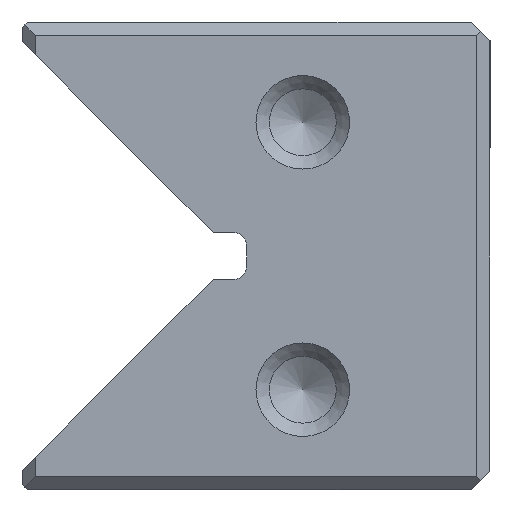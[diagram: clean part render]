
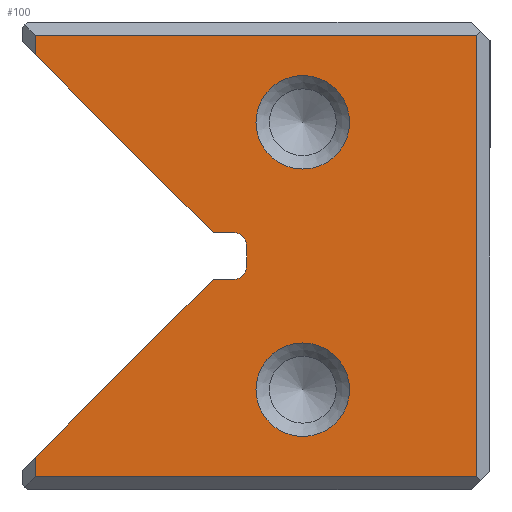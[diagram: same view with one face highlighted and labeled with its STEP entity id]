
A CAD part, left-side view. The second image highlights one B-rep face of the part: STEP entity #100.
In plain terms, the highlighted planar face has unit normal (-1, 0, 0).
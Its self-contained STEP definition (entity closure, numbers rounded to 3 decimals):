
#100=ADVANCED_FACE('',(#350,#351,#352),#170,.T.);
#170=PLANE('',#1117);
#202=LINE('',#1560,#276);
#203=LINE('',#1563,#277);
#204=LINE('',#1565,#278);
#205=LINE('',#1567,#279);
#206=LINE('',#1569,#280);
#207=LINE('',#1571,#281);
#208=LINE('',#1573,#282);
#209=LINE('',#1577,#283);
#210=LINE('',#1581,#284);
#211=LINE('',#1583,#285);
#276=VECTOR('',#1241,1.);
#277=VECTOR('',#1242,1.);
#278=VECTOR('',#1243,1.);
#279=VECTOR('',#1244,1.);
#280=VECTOR('',#1245,1.);
#281=VECTOR('',#1246,1.);
#282=VECTOR('',#1247,1.);
#283=VECTOR('',#1250,1.);
#284=VECTOR('',#1253,1.);
#285=VECTOR('',#1254,1.);
#350=FACE_BOUND('',#454,.T.);
#351=FACE_BOUND('',#455,.T.);
#352=FACE_BOUND('',#456,.T.);
#454=EDGE_LOOP('',(#578));
#455=EDGE_LOOP('',(#579));
#456=EDGE_LOOP('',(#580,#581,#582,#583,#584,#585,#586,#587,#588,#589,#590,
#591));
#578=ORIENTED_EDGE('',*,*,#934,.F.);
#579=ORIENTED_EDGE('',*,*,#935,.T.);
#580=ORIENTED_EDGE('',*,*,#936,.T.);
#581=ORIENTED_EDGE('',*,*,#937,.T.);
#582=ORIENTED_EDGE('',*,*,#938,.T.);
#583=ORIENTED_EDGE('',*,*,#939,.T.);
#584=ORIENTED_EDGE('',*,*,#940,.T.);
#585=ORIENTED_EDGE('',*,*,#941,.T.);
#586=ORIENTED_EDGE('',*,*,#942,.T.);
#587=ORIENTED_EDGE('',*,*,#943,.T.);
#588=ORIENTED_EDGE('',*,*,#944,.T.);
#589=ORIENTED_EDGE('',*,*,#945,.T.);
#590=ORIENTED_EDGE('',*,*,#946,.F.);
#591=ORIENTED_EDGE('',*,*,#947,.F.);
#830=VERTEX_POINT('',#1557);
#831=VERTEX_POINT('',#1559);
#832=VERTEX_POINT('',#1561);
#833=VERTEX_POINT('',#1562);
#834=VERTEX_POINT('',#1564);
#835=VERTEX_POINT('',#1566);
#836=VERTEX_POINT('',#1568);
#837=VERTEX_POINT('',#1570);
#838=VERTEX_POINT('',#1572);
#839=VERTEX_POINT('',#1574);
#840=VERTEX_POINT('',#1576);
#841=VERTEX_POINT('',#1578);
#842=VERTEX_POINT('',#1580);
#843=VERTEX_POINT('',#1582);
#934=EDGE_CURVE('',#830,#830,#1060,.T.);
#935=EDGE_CURVE('',#831,#831,#1061,.T.);
#936=EDGE_CURVE('',#832,#833,#202,.T.);
#937=EDGE_CURVE('',#833,#834,#203,.T.);
#938=EDGE_CURVE('',#834,#835,#204,.T.);
#939=EDGE_CURVE('',#835,#836,#205,.T.);
#940=EDGE_CURVE('',#836,#837,#206,.T.);
#941=EDGE_CURVE('',#837,#838,#207,.T.);
#942=EDGE_CURVE('',#838,#839,#208,.T.);
#943=EDGE_CURVE('',#839,#840,#1062,.T.);
#944=EDGE_CURVE('',#840,#841,#209,.T.);
#945=EDGE_CURVE('',#841,#842,#1063,.T.);
#946=EDGE_CURVE('',#843,#842,#210,.T.);
#947=EDGE_CURVE('',#832,#843,#211,.T.);
#1060=CIRCLE('',#1113,3.5);
#1061=CIRCLE('',#1114,3.5);
#1062=CIRCLE('',#1115,1.);
#1063=CIRCLE('',#1116,1.);
#1113=AXIS2_PLACEMENT_3D('',#1556,#1237,#1238);
#1114=AXIS2_PLACEMENT_3D('',#1558,#1239,#1240);
#1115=AXIS2_PLACEMENT_3D('',#1575,#1248,#1249);
#1116=AXIS2_PLACEMENT_3D('',#1579,#1251,#1252);
#1117=AXIS2_PLACEMENT_3D('',#1584,#1255,#1256);
#1237=DIRECTION('',(-1.,0.,0.));
#1238=DIRECTION('',(0.,0.,1.));
#1239=DIRECTION('',(1.,0.,0.));
#1240=DIRECTION('',(0.,0.,-1.));
#1241=DIRECTION('',(0.,0.,-1.));
#1242=DIRECTION('',(0.,-1.,0.));
#1243=DIRECTION('',(0.,0.,1.));
#1244=DIRECTION('',(0.,1.,0.));
#1245=DIRECTION('',(0.,0.,-1.));
#1246=DIRECTION('',(0.,-0.707,-0.707));
#1247=DIRECTION('',(0.,-1.,0.));
#1248=DIRECTION('',(1.,0.,0.));
#1249=DIRECTION('',(0.,0.,1.));
#1250=DIRECTION('',(0.,0.,-1.));
#1251=DIRECTION('',(1.,0.,0.));
#1252=DIRECTION('',(0.,0.,1.));
#1253=DIRECTION('',(0.,-1.,0.));
#1254=DIRECTION('',(0.,-0.707,0.707));
#1255=DIRECTION('',(-1.,0.,0.));
#1256=DIRECTION('',(0.,0.,1.));
#1556=CARTESIAN_POINT('',(0.,14.,7.5));
#1557=CARTESIAN_POINT('',(0.,14.,11.));
#1558=CARTESIAN_POINT('',(0.,14.,27.5));
#1559=CARTESIAN_POINT('',(0.,14.,24.));
#1560=CARTESIAN_POINT('',(0.,34.,0.));
#1561=CARTESIAN_POINT('',(0.,34.,2.458));
#1562=CARTESIAN_POINT('',(0.,34.,1.));
#1563=CARTESIAN_POINT('',(0.,17.5,1.));
#1564=CARTESIAN_POINT('',(0.,1.,1.));
#1565=CARTESIAN_POINT('',(0.,1.,0.));
#1566=CARTESIAN_POINT('',(0.,1.,34.));
#1567=CARTESIAN_POINT('',(0.,17.5,34.));
#1568=CARTESIAN_POINT('',(0.,34.,34.));
#1569=CARTESIAN_POINT('',(0.,34.,0.));
#1570=CARTESIAN_POINT('',(0.,34.,32.542));
#1571=CARTESIAN_POINT('',(0.,35.,33.542));
#1572=CARTESIAN_POINT('',(0.,20.708,19.25));
#1573=CARTESIAN_POINT('',(0.,18.2,19.25));
#1574=CARTESIAN_POINT('',(0.,19.2,19.25));
#1575=CARTESIAN_POINT('',(0.,19.2,18.25));
#1576=CARTESIAN_POINT('',(0.,18.2,18.25));
#1577=CARTESIAN_POINT('',(0.,18.2,19.25));
#1578=CARTESIAN_POINT('',(0.,18.2,16.75));
#1579=CARTESIAN_POINT('',(0.,19.2,16.75));
#1580=CARTESIAN_POINT('',(0.,19.2,15.75));
#1581=CARTESIAN_POINT('',(0.,18.2,15.75));
#1582=CARTESIAN_POINT('',(0.,20.708,15.75));
#1583=CARTESIAN_POINT('',(0.,35.,1.458));
#1584=CARTESIAN_POINT('',(0.,17.5,0.));
